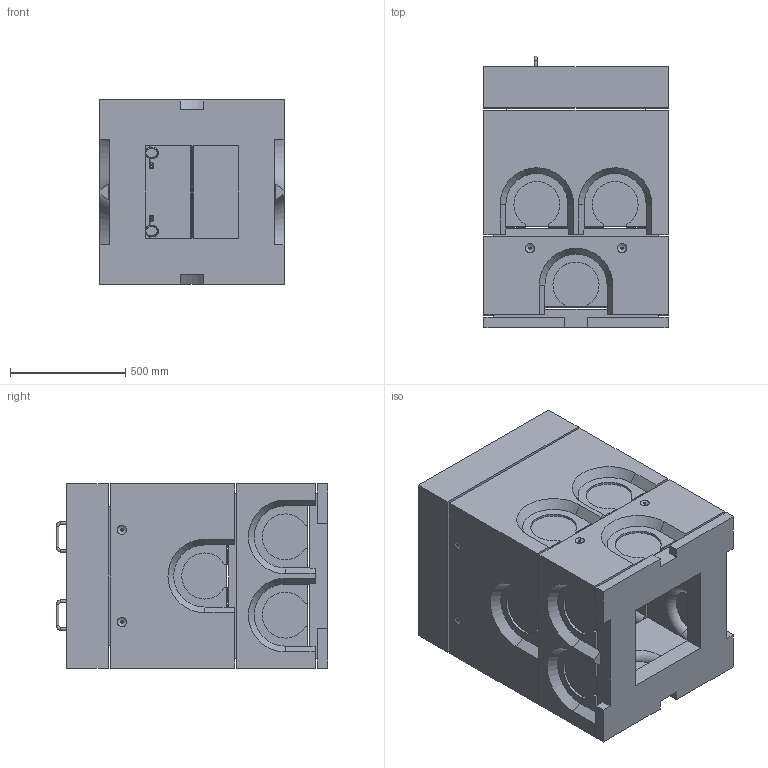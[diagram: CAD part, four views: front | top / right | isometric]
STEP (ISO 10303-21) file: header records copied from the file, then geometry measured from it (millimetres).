
FILE_DESCRIPTION (( 'STEP AP214' ), '1' );
FILE_NAME ('SC-A15.0606.15.107.STEP', '2021-01-06T10:45:07', ( '' ), ( '' ), 'SwSTEP 2.0', 'SolidWorks 2018', '' );
FILE_SCHEMA (( 'AUTOMOTIVE_DESIGN' ));
Length unit declared in the file: millimetre
Products named in the file (1): SC-A15.0606.15.107
Bounding box: 800 x 1180.67 x 800 mm (x, y, z)
Surface area: 8165862.4 mm2 (no closed solid volume)
Topology: 0 solids, 31 shells, 425 faces, 1448 edges, 1004 vertices
Faces by surface type: plane 289, cylinder 62, bspline 48, cone 16, torus 10
Full cylindrical faces by diameter (mm): 5.81 x8, 10 x4, 12 x6, 20 x4, 40 x8
Entity records: 26295 total; most frequent: CARTESIAN_POINT 9950, ORIENTED_EDGE 2251, DIRECTION 2162, EDGE_CURVE 1372, VECTOR 1050, LINE 1050, VERTEX_POINT 982, AXIS2_PLACEMENT_3D 556
